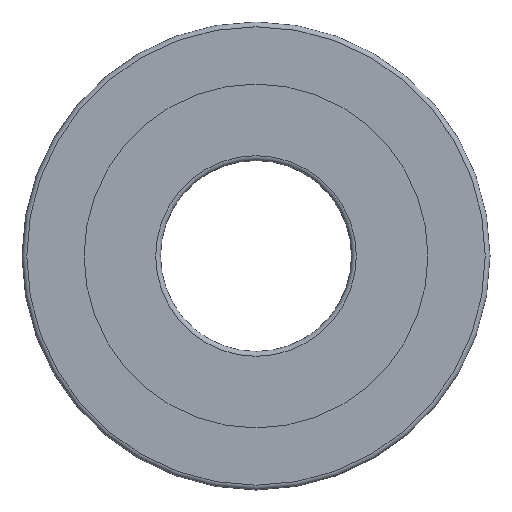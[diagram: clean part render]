
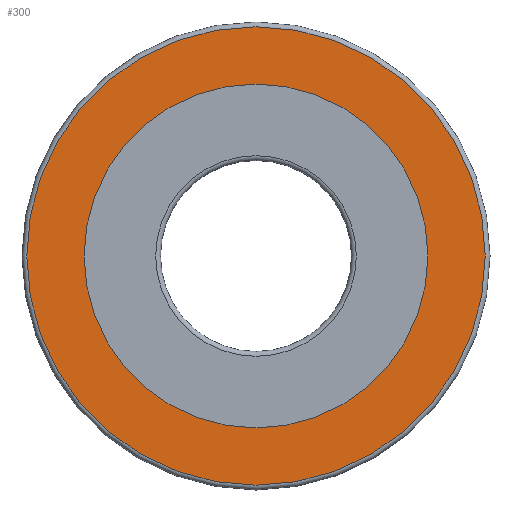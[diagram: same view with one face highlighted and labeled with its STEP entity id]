
A CAD part, left-side view. The second image highlights one B-rep face of the part: STEP entity #300.
In plain terms, the highlighted planar face has unit normal (-1, 0, 0).
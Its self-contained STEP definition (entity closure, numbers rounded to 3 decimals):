
#1 = DIRECTION ( 'NONE',  ( -1., 0., 0. ) ) ;
#20 = VERTEX_POINT ( 'NONE', #53 ) ;
#34 = DIRECTION ( 'NONE',  ( 0., 0., -1. ) ) ;
#39 = EDGE_CURVE ( 'NONE', #79, #79, #88, .T. ) ;
#41 = AXIS2_PLACEMENT_3D ( 'NONE', #305, #1, #34 ) ;
#53 = CARTESIAN_POINT ( 'NONE',  ( -18., 0., -36. ) ) ;
#65 = DIRECTION ( 'NONE',  ( 1., 0., 0. ) ) ;
#79 = VERTEX_POINT ( 'NONE', #83 ) ;
#83 = CARTESIAN_POINT ( 'NONE',  ( -18., 0., -48. ) ) ;
#88 = CIRCLE ( 'NONE', #41, 48. ) ;
#90 = EDGE_LOOP ( 'NONE', ( #258 ) ) ;
#91 = DIRECTION ( 'NONE',  ( 0., 0., -1. ) ) ;
#113 = DIRECTION ( 'NONE',  ( 1., 0., 0. ) ) ;
#125 = FACE_OUTER_BOUND ( 'NONE', #233, .T. ) ;
#144 = ORIENTED_EDGE ( 'NONE', *, *, #39, .T. ) ;
#172 = AXIS2_PLACEMENT_3D ( 'NONE', #350, #65, #323 ) ;
#176 = CIRCLE ( 'NONE', #273, 36. ) ;
#183 = CARTESIAN_POINT ( 'NONE',  ( -18., 0., 0. ) ) ;
#186 = PLANE ( 'NONE',  #172 ) ;
#215 = FACE_BOUND ( 'NONE', #90, .T. ) ;
#233 = EDGE_LOOP ( 'NONE', ( #144 ) ) ;
#258 = ORIENTED_EDGE ( 'NONE', *, *, #277, .T. ) ;
#273 = AXIS2_PLACEMENT_3D ( 'NONE', #183, #113, #91 ) ;
#277 = EDGE_CURVE ( 'NONE', #20, #20, #176, .T. ) ;
#300 = ADVANCED_FACE ( 'NONE', ( #125, #215 ), #186, .F. ) ;
#305 = CARTESIAN_POINT ( 'NONE',  ( -18., 0., 0. ) ) ;
#323 = DIRECTION ( 'NONE',  ( 0., 0., -1. ) ) ;
#350 = CARTESIAN_POINT ( 'NONE',  ( -18., 36., 0. ) ) ;
